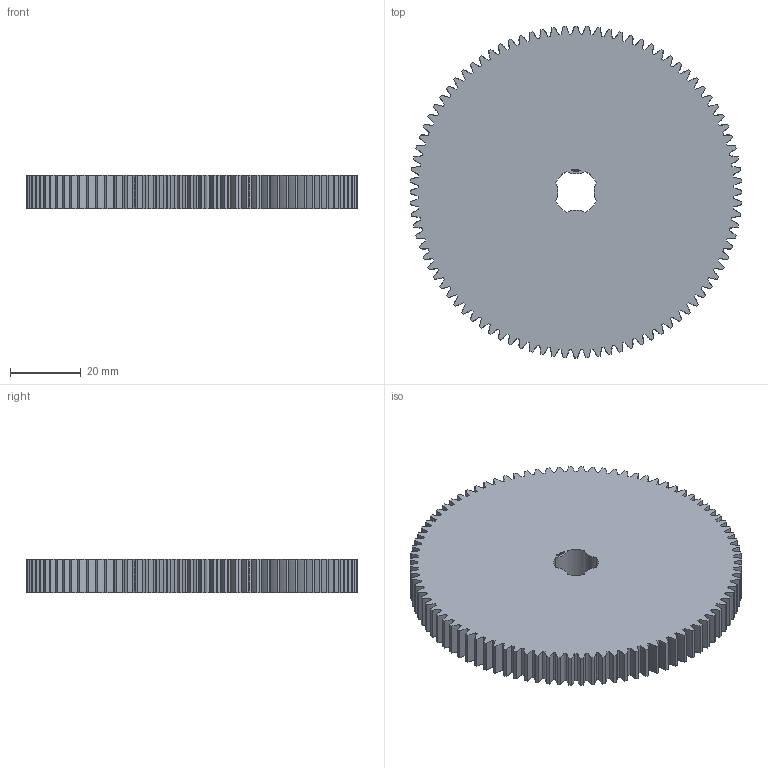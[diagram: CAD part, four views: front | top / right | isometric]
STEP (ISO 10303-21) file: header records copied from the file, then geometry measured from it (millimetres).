
FILE_DESCRIPTION(('FreeCAD Model'),'2;1');
FILE_NAME('Open CASCADE Shape Model','2024-03-11T23:34:01',(''),(''), 'Open CASCADE STEP processor 7.6','FreeCAD','Unknown');
FILE_SCHEMA(('AUTOMOTIVE_DESIGN { 1 0 10303 214 1 1 1 1 }'));
Products named in the file (1): Gear Wheel PLN TTH92 BU00.75 SFT-SHD - SPN-GWH-0347 (stemfie.org)
Bounding box: 94 x 94 x 9.38 mm (x, y, z)
Volume: 61103.7 mm3; surface area: 18869.5 mm2
Topology: 1 solids, 1 shells, 831 faces, 2397 edges, 1598 vertices
Faces by surface type: extrusion 492, plane 331, cylinder 8
Entity records: 81268 total; most frequent: CARTESIAN_POINT 31111, DIRECTION 6411, VECTOR 5683, LINE 5191, ORIENTED_EDGE 4794, PCURVE 4794, DEFINITIONAL_REPRESENTATION 4794, B_SPLINE_CURVE_WITH_KNOTS 2460
